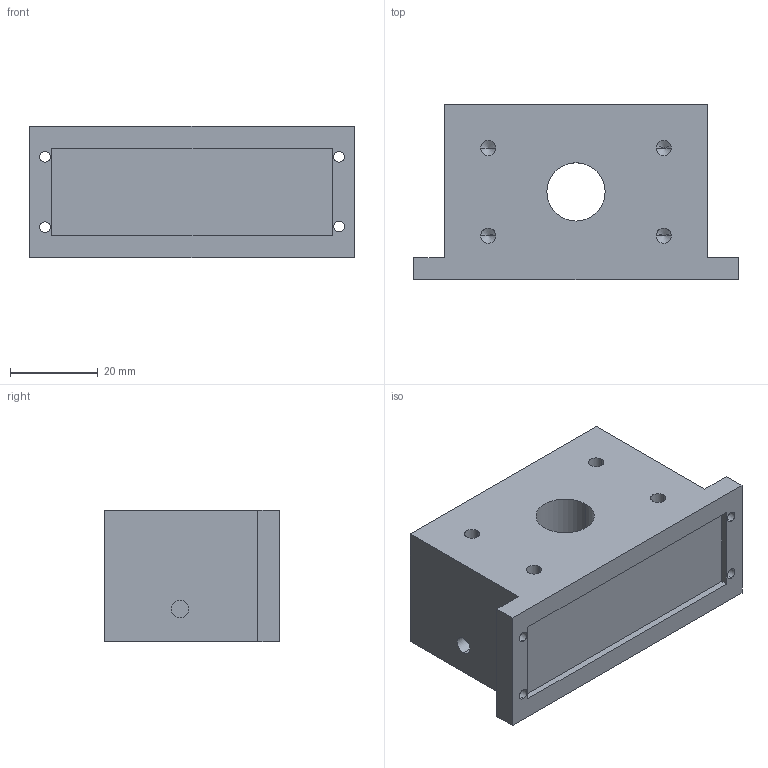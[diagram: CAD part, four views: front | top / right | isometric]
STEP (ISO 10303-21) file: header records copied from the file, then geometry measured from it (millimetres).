
FILE_DESCRIPTION (( 'STEP AP214' ), '1' );
FILE_NAME ('diode_housing.STEP', '2021-08-18T04:16:17', ( '' ), ( '' ), 'SwSTEP 2.0', 'SolidWorks 2019', '' );
FILE_SCHEMA (( 'AUTOMOTIVE_DESIGN' ));
Length unit declared in the file: millimetre
Products named in the file (1): diode_housing
Bounding box: 74 x 40 x 30 mm (x, y, z)
Volume: 56953.5 mm3; surface area: 15487 mm2
Topology: 1 solids, 1 shells, 86 faces, 212 edges, 128 vertices
Faces by surface type: cylinder 44, plane 26, cone 16
Entity records: 2700 total; most frequent: DIRECTION 458, CARTESIAN_POINT 411, ORIENTED_EDGE 392, EDGE_CURVE 196, AXIS2_PLACEMENT_3D 175, VERTEX_POINT 128, EDGE_LOOP 114, LINE 108
